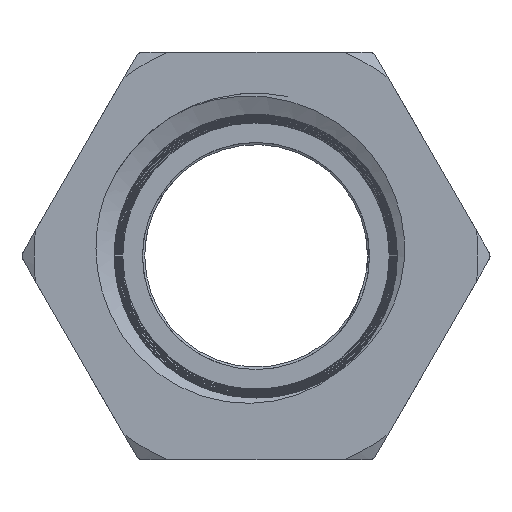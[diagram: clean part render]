
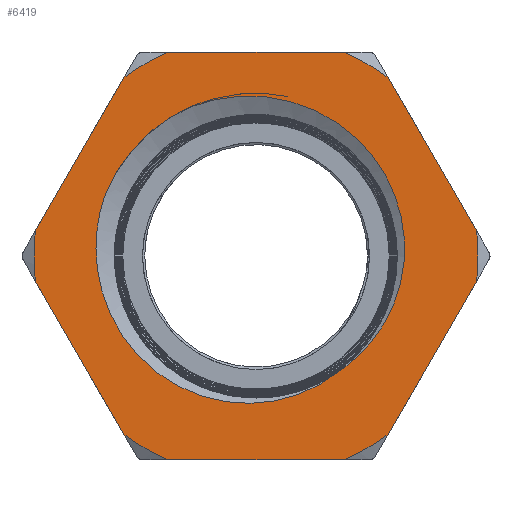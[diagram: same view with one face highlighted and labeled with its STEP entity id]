
A CAD part, left-side view. The second image highlights one B-rep face of the part: STEP entity #6419.
In plain terms, the highlighted planar face has unit normal (-1, 0, 0).
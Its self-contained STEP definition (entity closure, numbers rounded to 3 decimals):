
#670=CARTESIAN_POINT('',(-24.2,0.,0.));
#671=DIRECTION('',(-1.,0.,0.));
#672=DIRECTION('',(0.,-0.994,-0.113));
#673=AXIS2_PLACEMENT_3D('',#670,#671,#672);
#699=CARTESIAN_POINT('',(-24.2,0.,0.));
#700=DIRECTION('',(-1.,0.,0.));
#701=DIRECTION('',(0.,0.994,0.113));
#702=AXIS2_PLACEMENT_3D('',#699,#700,#701);
#822=DIRECTION('',(0.,0.5,-0.866));
#823=VECTOR('',#822,11.688);
#824=CARTESIAN_POINT('',(-24.2,8.726,11.786));
#825=LINE('',#824,#823);
#826=CARTESIAN_POINT('',(-24.2,0.,0.));
#827=DIRECTION('',(1.,0.,0.));
#828=DIRECTION('',(0.,0.595,0.804));
#829=AXIS2_PLACEMENT_3D('',#826,#827,#828);
#831=DIRECTION('',(0.,1.,0.));
#832=VECTOR('',#831,11.688);
#833=CARTESIAN_POINT('',(-24.2,-5.844,13.45));
#834=LINE('',#833,#832);
#835=CARTESIAN_POINT('',(-24.2,0.,0.));
#836=DIRECTION('',(1.,0.,0.));
#837=DIRECTION('',(0.,-0.398,0.917));
#838=AXIS2_PLACEMENT_3D('',#835,#836,#837);
#840=DIRECTION('',(0.,0.5,0.866));
#841=VECTOR('',#840,11.688);
#842=CARTESIAN_POINT('',(-24.2,-14.57,1.664));
#843=LINE('',#842,#841);
#844=DIRECTION('',(0.,-0.5,0.866));
#845=VECTOR('',#844,11.688);
#846=CARTESIAN_POINT('',(-24.2,-8.726,-11.786));
#847=LINE('',#846,#845);
#848=CARTESIAN_POINT('',(-24.2,0.,0.));
#849=DIRECTION('',(1.,0.,0.));
#850=DIRECTION('',(0.,-0.595,-0.804));
#851=AXIS2_PLACEMENT_3D('',#848,#849,#850);
#853=DIRECTION('',(0.,-1.,0.));
#854=VECTOR('',#853,11.688);
#855=CARTESIAN_POINT('',(-24.2,5.844,-13.45));
#856=LINE('',#855,#854);
#857=CARTESIAN_POINT('',(-24.2,0.,0.));
#858=DIRECTION('',(1.,0.,0.));
#859=DIRECTION('',(0.,0.398,-0.917));
#860=AXIS2_PLACEMENT_3D('',#857,#858,#859);
#862=DIRECTION('',(0.,-0.5,-0.866));
#863=VECTOR('',#862,11.688);
#864=CARTESIAN_POINT('',(-24.2,14.57,-1.664));
#865=LINE('',#864,#863);
#866=CARTESIAN_POINT('',(-24.2,-5.48,-7.618));
#867=CARTESIAN_POINT('',(-24.2,-5.075,-7.946));
#868=CARTESIAN_POINT('',(-24.2,-4.222,-8.526));
#869=CARTESIAN_POINT('',(-24.2,-2.804,-9.183));
#870=CARTESIAN_POINT('',(-24.2,-1.288,-9.603));
#871=CARTESIAN_POINT('',(-24.2,0.293,-9.772));
#872=CARTESIAN_POINT('',(-24.2,1.881,-9.682));
#873=CARTESIAN_POINT('',(-24.2,3.46,-9.33));
#874=CARTESIAN_POINT('',(-24.2,4.952,-8.729));
#875=CARTESIAN_POINT('',(-24.2,6.333,-7.895));
#876=CARTESIAN_POINT('',(-24.2,7.582,-6.836));
#877=CARTESIAN_POINT('',(-24.2,8.671,-5.556));
#878=CARTESIAN_POINT('',(-24.2,9.546,-4.09));
#879=CARTESIAN_POINT('',(-24.2,10.137,-2.579));
#880=CARTESIAN_POINT('',(-24.2,10.464,-1.157));
#881=CARTESIAN_POINT('',(-24.2,10.59,0.185));
#882=CARTESIAN_POINT('',(-24.2,10.553,1.468));
#883=CARTESIAN_POINT('',(-24.2,10.365,2.729));
#884=CARTESIAN_POINT('',(-24.2,10.14,3.551));
#885=CARTESIAN_POINT('',(-24.2,10.002,3.958));
#887=CARTESIAN_POINT('',(-24.2,0.,0.));
#888=DIRECTION('',(1.,0.,0.));
#889=DIRECTION('',(0.,-0.641,-0.768));
#890=AXIS2_PLACEMENT_3D('',#887,#888,#889);
#892=CARTESIAN_POINT('',(-24.2,4.361,9.833));
#893=CARTESIAN_POINT('',(-24.2,4.006,9.971));
#894=CARTESIAN_POINT('',(-24.2,3.289,10.209));
#895=CARTESIAN_POINT('',(-24.2,2.185,10.449));
#896=CARTESIAN_POINT('',(-24.2,1.068,10.571));
#897=CARTESIAN_POINT('',(-24.2,-0.108,10.574));
#898=CARTESIAN_POINT('',(-24.2,-1.379,10.432));
#899=CARTESIAN_POINT('',(-24.2,-2.79,10.087));
#900=CARTESIAN_POINT('',(-24.2,-4.295,9.469));
#901=CARTESIAN_POINT('',(-24.2,-5.739,8.578));
#902=CARTESIAN_POINT('',(-24.2,-7.031,7.448));
#903=CARTESIAN_POINT('',(-24.2,-8.114,6.117));
#904=CARTESIAN_POINT('',(-24.2,-8.949,4.64));
#905=CARTESIAN_POINT('',(-24.2,-9.523,3.049));
#906=CARTESIAN_POINT('',(-24.2,-9.819,1.404));
#907=CARTESIAN_POINT('',(-24.2,-9.834,-0.265));
#908=CARTESIAN_POINT('',(-24.2,-9.569,-1.901));
#909=CARTESIAN_POINT('',(-24.2,-9.037,-3.456));
#910=CARTESIAN_POINT('',(-24.2,-8.251,-4.894));
#911=CARTESIAN_POINT('',(-24.2,-7.241,-6.167));
#912=CARTESIAN_POINT('',(-24.2,-6.444,-6.881));
#913=CARTESIAN_POINT('',(-24.2,-6.011,-7.206));
#915=CARTESIAN_POINT('',(-24.2,10.002,3.958));
#916=CARTESIAN_POINT('',(-24.2,9.796,4.479));
#917=CARTESIAN_POINT('',(-24.2,9.31,5.474));
#918=CARTESIAN_POINT('',(-24.2,8.345,6.855));
#919=CARTESIAN_POINT('',(-24.2,7.193,8.056));
#920=CARTESIAN_POINT('',(-24.2,5.847,9.08));
#921=CARTESIAN_POINT('',(-24.2,4.872,9.606));
#922=CARTESIAN_POINT('',(-24.2,4.361,9.833));
#5476=VERTEX_POINT('',#866);
#5477=VERTEX_POINT('',#885);
#5478=VERTEX_POINT('',#922);
#5479=VERTEX_POINT('',#913);
#5546=CARTESIAN_POINT('',(-24.2,8.726,11.786));
#5547=CARTESIAN_POINT('',(-24.2,5.844,13.45));
#5548=VERTEX_POINT('',#5546);
#5549=VERTEX_POINT('',#5547);
#5550=CARTESIAN_POINT('',(-24.2,-5.844,13.45));
#5551=CARTESIAN_POINT('',(-24.2,-8.726,11.786));
#5552=VERTEX_POINT('',#5550);
#5553=VERTEX_POINT('',#5551);
#5554=CARTESIAN_POINT('',(-24.2,-8.726,-11.786));
#5555=CARTESIAN_POINT('',(-24.2,-5.844,-13.45));
#5556=VERTEX_POINT('',#5554);
#5557=VERTEX_POINT('',#5555);
#5558=CARTESIAN_POINT('',(-24.2,5.844,-13.45));
#5559=CARTESIAN_POINT('',(-24.2,8.726,-11.786));
#5560=VERTEX_POINT('',#5558);
#5561=VERTEX_POINT('',#5559);
#5570=CARTESIAN_POINT('',(-24.2,-14.57,-1.664));
#5571=VERTEX_POINT('',#5570);
#5572=CARTESIAN_POINT('',(-24.2,-14.57,1.664));
#5573=VERTEX_POINT('',#5572);
#5574=CARTESIAN_POINT('',(-24.2,14.57,1.664));
#5575=VERTEX_POINT('',#5574);
#5576=CARTESIAN_POINT('',(-24.2,14.57,-1.664));
#5577=VERTEX_POINT('',#5576);
#6390=CARTESIAN_POINT('',(-24.2,0.,0.));
#6391=DIRECTION('',(-1.,0.,0.));
#6392=DIRECTION('',(0.,0.,1.));
#6393=AXIS2_PLACEMENT_3D('',#6390,#6391,#6392);
#6394=PLANE('',#6393);
#6395=ORIENTED_EDGE('',*,*,#6278,.F.);
#6396=ORIENTED_EDGE('',*,*,#6159,.F.);
#6397=ORIENTED_EDGE('',*,*,#6265,.T.);
#6398=ORIENTED_EDGE('',*,*,#6191,.F.);
#6399=ORIENTED_EDGE('',*,*,#6252,.T.);
#6400=ORIENTED_EDGE('',*,*,#6222,.F.);
#6401=ORIENTED_EDGE('',*,*,#6239,.F.);
#6402=ORIENTED_EDGE('',*,*,#6327,.F.);
#6403=ORIENTED_EDGE('',*,*,#6310,.T.);
#6404=ORIENTED_EDGE('',*,*,#6354,.F.);
#6405=ORIENTED_EDGE('',*,*,#6294,.T.);
#6406=ORIENTED_EDGE('',*,*,#6382,.F.);
#6407=EDGE_LOOP('',(#6395,#6396,#6397,#6398,#6399,#6400,#6401,#6402,#6403,#6404,
#6405,#6406));
#6408=FACE_OUTER_BOUND('',#6407,.F.);
#6410=ORIENTED_EDGE('',*,*,#6409,.F.);
#6412=ORIENTED_EDGE('',*,*,#6411,.F.);
#6414=ORIENTED_EDGE('',*,*,#6413,.F.);
#6416=ORIENTED_EDGE('',*,*,#6415,.F.);
#6417=EDGE_LOOP('',(#6410,#6412,#6414,#6416));
#6418=FACE_BOUND('',#6417,.F.);
#674=CIRCLE('',#673,14.665);
#703=CIRCLE('',#702,14.665);
#830=CIRCLE('',#829,14.665);
#839=CIRCLE('',#838,14.665);
#852=CIRCLE('',#851,14.665);
#861=CIRCLE('',#860,14.665);
#886=B_SPLINE_CURVE_WITH_KNOTS('',3,(#866,#867,#868,#869,#870,#871,#872,#873,
#874,#875,#876,#877,#878,#879,#880,#881,#882,#883,#884,#885),.UNSPECIFIED.,.F.,
.F.,(4,1,1,1,1,1,1,1,1,1,1,1,1,1,1,1,1,4),(0.,0.059,
0.118,0.176,0.235,0.294,
0.353,0.412,0.471,0.529,
0.588,0.647,0.706,0.765,
0.824,0.882,0.941,1.),.UNSPECIFIED.);
#891=CIRCLE('',#890,9.384);
#914=B_SPLINE_CURVE_WITH_KNOTS('',3,(#892,#893,#894,#895,#896,#897,#898,#899,
#900,#901,#902,#903,#904,#905,#906,#907,#908,#909,#910,#911,#912,#913),
.UNSPECIFIED.,.F.,.F.,(4,1,1,1,1,1,1,1,1,1,1,1,1,1,1,1,1,1,1,4),(0.,
0.053,0.105,0.158,0.211,
0.263,0.316,0.368,0.421,
0.474,0.526,0.579,0.632,
0.684,0.737,0.789,0.842,
0.895,0.947,1.),.UNSPECIFIED.);
#923=B_SPLINE_CURVE_WITH_KNOTS('',3,(#915,#916,#917,#918,#919,#920,#921,#922),
.UNSPECIFIED.,.F.,.F.,(4,1,1,1,1,4),(0.,0.2,0.4,0.6,0.8,1.),
.UNSPECIFIED.);
#6159=EDGE_CURVE('',#5548,#5575,#825,.T.);
#6191=EDGE_CURVE('',#5552,#5549,#834,.T.);
#6222=EDGE_CURVE('',#5573,#5553,#843,.T.);
#6239=EDGE_CURVE('',#5571,#5573,#674,.T.);
#6252=EDGE_CURVE('',#5552,#5553,#839,.T.);
#6265=EDGE_CURVE('',#5548,#5549,#830,.T.);
#6278=EDGE_CURVE('',#5575,#5577,#703,.T.);
#6294=EDGE_CURVE('',#5560,#5561,#861,.T.);
#6310=EDGE_CURVE('',#5556,#5557,#852,.T.);
#6327=EDGE_CURVE('',#5556,#5571,#847,.T.);
#6354=EDGE_CURVE('',#5560,#5557,#856,.T.);
#6382=EDGE_CURVE('',#5577,#5561,#865,.T.);
#6409=EDGE_CURVE('',#5476,#5477,#886,.T.);
#6411=EDGE_CURVE('',#5479,#5476,#891,.T.);
#6413=EDGE_CURVE('',#5478,#5479,#914,.T.);
#6415=EDGE_CURVE('',#5477,#5478,#923,.T.);
#6419=ADVANCED_FACE('',(#6408,#6418),#6394,.T.);
